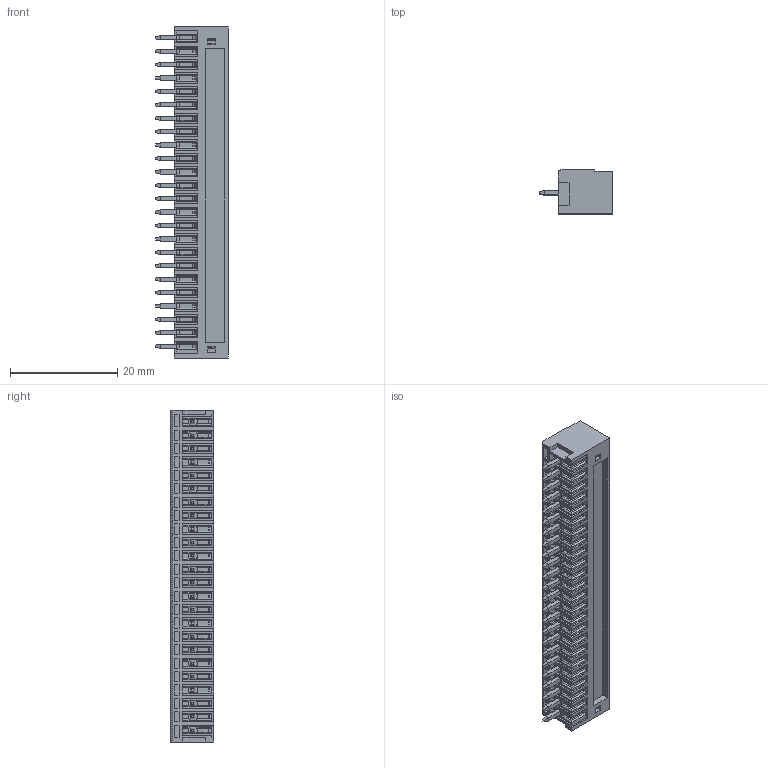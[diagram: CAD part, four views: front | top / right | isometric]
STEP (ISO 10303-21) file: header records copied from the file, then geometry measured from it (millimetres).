
FILE_DESCRIPTION((''),'2;1');
FILE_NAME('PRT0002','2024-09-18T',('sheji'),(''),'PRO/ENGINEER BY PARAMETRIC TECHNOLOGY CORPORATION, 2015240','PRO/ENGINEER BY PARAMETRIC TECHNOLOGY CORPORATION, 2015240','');
FILE_SCHEMA(('CONFIG_CONTROL_DESIGN'));
Products named in the file (1): PRT0002
Bounding box: 13.6 x 8.1 x 61.9 mm (x, y, z)
Volume: 2683.4 mm3; surface area: 5382.7 mm2
Topology: 1 solids, 1 shells, 2201 faces, 5853 edges, 3752 vertices
Faces by surface type: plane 1891, cylinder 214, cone 96
Entity records: 67004 total; most frequent: CARTESIAN_POINT 12001, ORIENTED_EDGE 11706, DIRECTION 10803, EDGE_CURVE 5853, VECTOR 5161, LINE 5161, VERTEX_POINT 3752, AXIS2_PLACEMENT_3D 2821
